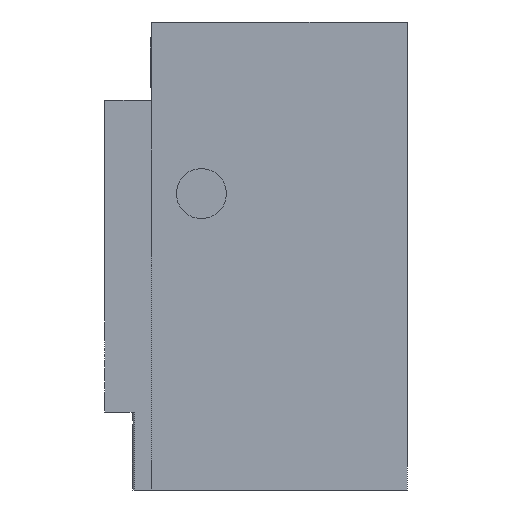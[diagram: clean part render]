
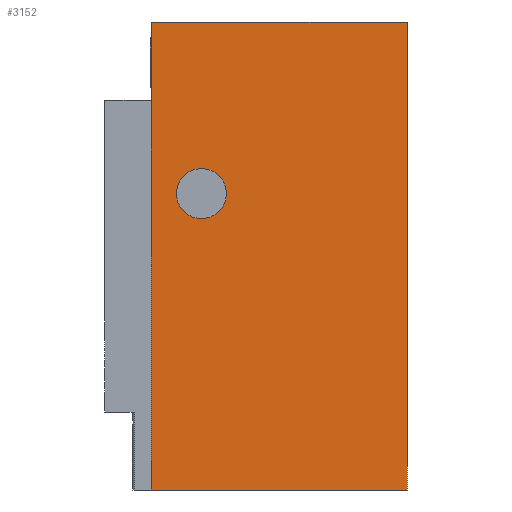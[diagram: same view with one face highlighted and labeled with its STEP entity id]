
A CAD part, left-side view. The second image highlights one B-rep face of the part: STEP entity #3152.
In plain terms, the highlighted planar face has unit normal (-1, 0, 0).
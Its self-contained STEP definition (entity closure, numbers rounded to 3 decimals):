
#127 = CARTESIAN_POINT ( 'NONE',  ( -56., 14., 10. ) ) ;
#128 = DIRECTION ( 'NONE',  ( -1., 0., 0. ) ) ;
#129 = DIRECTION ( 'NONE',  ( 0., 0., 1. ) ) ;
#289 = CARTESIAN_POINT ( 'NONE',  ( -56., 22., -37.5 ) ) ;
#290 = DIRECTION ( 'NONE',  ( 0., 0., 1. ) ) ;
#318 = CARTESIAN_POINT ( 'NONE',  ( -56., -19., -37.5 ) ) ;
#319 = DIRECTION ( 'NONE',  ( 0., 0., 1. ) ) ;
#361 = CARTESIAN_POINT ( 'NONE',  ( -56., 22., 37.5 ) ) ;
#362 = DIRECTION ( 'NONE',  ( 0., -1., 0. ) ) ;
#1104 = CIRCLE ( 'NONE', #1266, 4. ) ;
#1266 = AXIS2_PLACEMENT_3D ( 'NONE', #1966, #1967, #1968 ) ;
#1304 = AXIS2_PLACEMENT_3D ( 'NONE', #127, #128, #129 ) ;
#1966 = CARTESIAN_POINT ( 'NONE',  ( -56., 14., 10. ) ) ;
#1967 = DIRECTION ( 'NONE',  ( -1., 0., 0. ) ) ;
#1968 = DIRECTION ( 'NONE',  ( 0., 0., 1. ) ) ;
#2802 = EDGE_CURVE ( 'NONE', #8641, #7556, #8208, .T. ) ;
#2952 = AXIS2_PLACEMENT_3D ( 'NONE', #5971, #5970, #5968 ) ;
#3152 = ADVANCED_FACE ( 'NONE', ( #8362, #8363 ), #5974, .T. ) ;
#3934 = CARTESIAN_POINT ( 'NONE',  ( -56., -19., -37.5 ) ) ;
#4007 = CARTESIAN_POINT ( 'NONE',  ( -56., -19., 37.5 ) ) ;
#4077 = CARTESIAN_POINT ( 'NONE',  ( -56., 22., 37.5 ) ) ;
#4098 = CARTESIAN_POINT ( 'NONE',  ( -56., 14., 14. ) ) ;
#4139 = CARTESIAN_POINT ( 'NONE',  ( -56., 22., -37.5 ) ) ;
#4245 = CARTESIAN_POINT ( 'NONE',  ( -56., 14., 6. ) ) ;
#4726 = CARTESIAN_POINT ( 'NONE',  ( -56., 22., -37.5 ) ) ;
#4733 = DIRECTION ( 'NONE',  ( 0., -1., 0. ) ) ;
#5968 = DIRECTION ( 'NONE',  ( 0., 0., 1. ) ) ;
#5970 = DIRECTION ( 'NONE',  ( -1., 0., 0. ) ) ;
#5971 = CARTESIAN_POINT ( 'NONE',  ( -56., 22., -37.5 ) ) ;
#5974 = PLANE ( 'NONE',  #2952 ) ;
#6912 = EDGE_LOOP ( 'NONE', ( #7643, #7642 ) ) ;
#6927 = EDGE_LOOP ( 'NONE', ( #7641, #7640, #7638, #7639 ) ) ;
#7556 = VERTEX_POINT ( 'NONE', #3934 ) ;
#7638 = ORIENTED_EDGE ( 'NONE', *, *, #9305, .F. ) ;
#7639 = ORIENTED_EDGE ( 'NONE', *, *, #2802, .T. ) ;
#7640 = ORIENTED_EDGE ( 'NONE', *, *, #9336, .F. ) ;
#7641 = ORIENTED_EDGE ( 'NONE', *, *, #9319, .T. ) ;
#7642 = ORIENTED_EDGE ( 'NONE', *, *, #8967, .F. ) ;
#7643 = ORIENTED_EDGE ( 'NONE', *, *, #9236, .F. ) ;
#8208 = LINE ( 'NONE', #4726, #8209 ) ;
#8209 = VECTOR ( 'NONE', #4733, 1000. ) ;
#8362 = FACE_BOUND ( 'NONE', #6912, .T. ) ;
#8363 = FACE_OUTER_BOUND ( 'NONE', #6927, .T. ) ;
#8509 = VERTEX_POINT ( 'NONE', #4007 ) ;
#8579 = VERTEX_POINT ( 'NONE', #4077 ) ;
#8600 = VERTEX_POINT ( 'NONE', #4098 ) ;
#8641 = VERTEX_POINT ( 'NONE', #4139 ) ;
#8752 = VERTEX_POINT ( 'NONE', #4245 ) ;
#8967 = EDGE_CURVE ( 'NONE', #8752, #8600, #1104, .T. ) ;
#9236 = EDGE_CURVE ( 'NONE', #8600, #8752, #9772, .T. ) ;
#9305 = EDGE_CURVE ( 'NONE', #8641, #8579, #9886, .T. ) ;
#9319 = EDGE_CURVE ( 'NONE', #7556, #8509, #9913, .T. ) ;
#9336 = EDGE_CURVE ( 'NONE', #8579, #8509, #9937, .T. ) ;
#9772 = CIRCLE ( 'NONE', #1304, 4. ) ;
#9886 = LINE ( 'NONE', #289, #9887 ) ;
#9887 = VECTOR ( 'NONE', #290, 1000. ) ;
#9913 = LINE ( 'NONE', #318, #9914 ) ;
#9914 = VECTOR ( 'NONE', #319, 1000. ) ;
#9937 = LINE ( 'NONE', #361, #9939 ) ;
#9939 = VECTOR ( 'NONE', #362, 1000. ) ;
